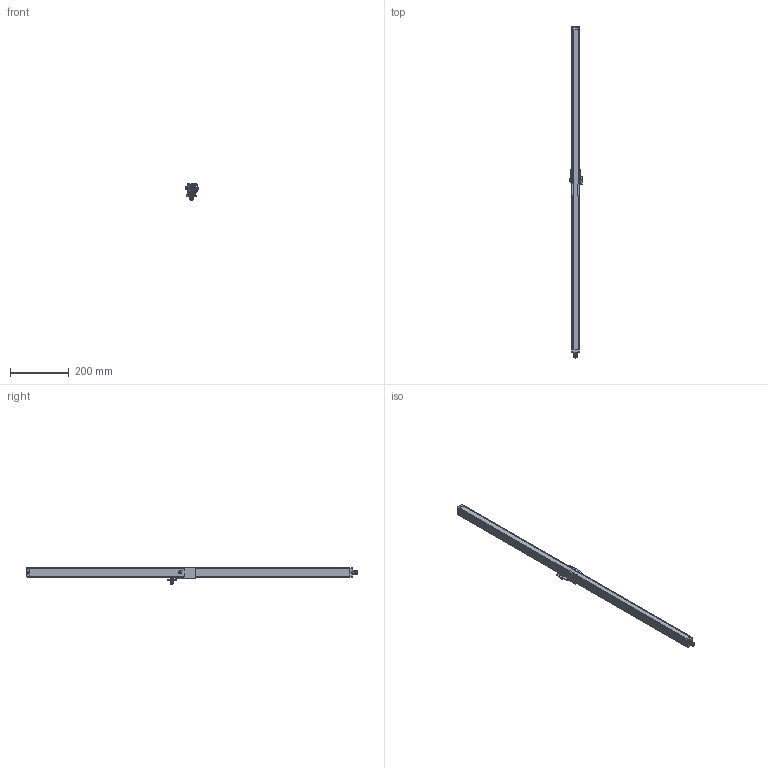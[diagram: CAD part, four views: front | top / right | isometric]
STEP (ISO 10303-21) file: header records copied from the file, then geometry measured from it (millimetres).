
FILE_DESCRIPTION((''),'2;1');
FILE_NAME('139571_SW','2008-07-16T',('banengservice'),('BANNER ENGINEERING'),'PRO/ENGINEER BY PARAMETRIC TECHNOLOGY CORPORATION, 2006170','PRO/ENGINEER BY PARAMETRIC TECHNOLOGY CORPORATION, 2006170','');
FILE_SCHEMA(('CONFIG_CONTROL_DESIGN'));
Products named in the file (1): 139571_SW
Bounding box: 42.29 x 1134.8 x 61.34 mm (x, y, z)
Volume: 288251.6 mm3; surface area: 306621.1 mm2
Topology: 1 solids, 1 shells, 1055 faces, 2857 edges, 1804 vertices
Faces by surface type: cylinder 454, plane 437, bspline 91, torus 60, cone 13
Entity records: 52329 total; most frequent: CARTESIAN_POINT 25580, ORIENTED_EDGE 5714, DIRECTION 5584, EDGE_CURVE 2857, AXIS2_PLACEMENT_3D 2011, VERTEX_POINT 1804, VECTOR 1562, LINE 1562
